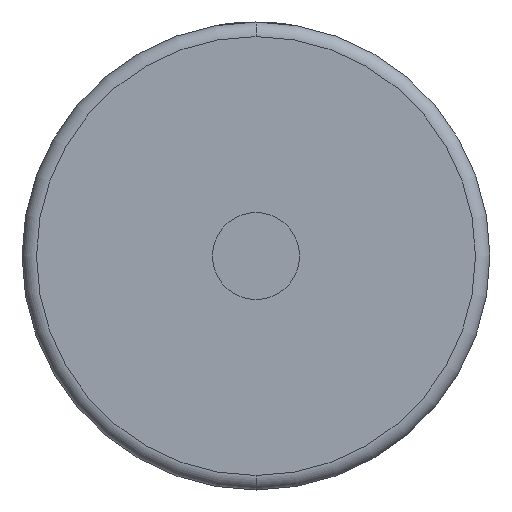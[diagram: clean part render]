
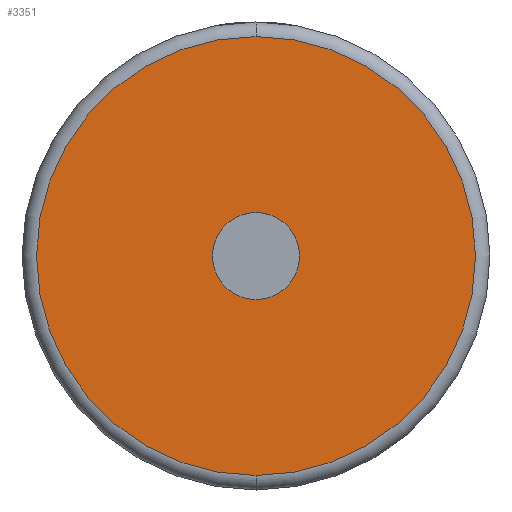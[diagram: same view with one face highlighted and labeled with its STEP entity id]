
A CAD part, front view. The second image highlights one B-rep face of the part: STEP entity #3351.
In plain terms, the highlighted planar face has unit normal (0, -1, 0).
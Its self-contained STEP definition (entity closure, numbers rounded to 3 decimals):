
#85 = FACE_OUTER_BOUND ( 'NONE', #402, .T. ) ;
#226 = DIRECTION ( 'NONE',  ( 0., 0., 1. ) ) ;
#288 = CARTESIAN_POINT ( 'NONE',  ( 0., 0., 0. ) ) ;
#314 = DIRECTION ( 'NONE',  ( 0., 1., 0. ) ) ;
#402 = EDGE_LOOP ( 'NONE', ( #2649, #3570 ) ) ;
#436 = AXIS2_PLACEMENT_3D ( 'NONE', #288, #2932, #867 ) ;
#477 = CARTESIAN_POINT ( 'NONE',  ( 0., 0., 0. ) ) ;
#526 = VERTEX_POINT ( 'NONE', #3541 ) ;
#611 = CIRCLE ( 'NONE', #1656, 6. ) ;
#717 = EDGE_CURVE ( 'NONE', #3526, #3379, #2851, .T. ) ;
#755 = CARTESIAN_POINT ( 'NONE',  ( 0., 0., -30.25 ) ) ;
#867 = DIRECTION ( 'NONE',  ( 0., 0., 1. ) ) ;
#1046 = CARTESIAN_POINT ( 'NONE',  ( 0., 0., 30.25 ) ) ;
#1148 = DIRECTION ( 'NONE',  ( 0., 0., 1. ) ) ;
#1491 = AXIS2_PLACEMENT_3D ( 'NONE', #1950, #1982, #2251 ) ;
#1552 = CIRCLE ( 'NONE', #436, 30.25 ) ;
#1600 = AXIS2_PLACEMENT_3D ( 'NONE', #3493, #314, #1148 ) ;
#1656 = AXIS2_PLACEMENT_3D ( 'NONE', #1716, #3771, #3510 ) ;
#1716 = CARTESIAN_POINT ( 'NONE',  ( 0., 0., 0. ) ) ;
#1950 = CARTESIAN_POINT ( 'NONE',  ( 0., 0., 0. ) ) ;
#1964 = CIRCLE ( 'NONE', #2335, 6. ) ;
#1982 = DIRECTION ( 'NONE',  ( 0., -1., 0. ) ) ;
#2251 = DIRECTION ( 'NONE',  ( 0., 0., 1. ) ) ;
#2288 = EDGE_LOOP ( 'NONE', ( #2741, #2839 ) ) ;
#2335 = AXIS2_PLACEMENT_3D ( 'NONE', #477, #2822, #226 ) ;
#2388 = FACE_BOUND ( 'NONE', #2288, .T. ) ;
#2649 = ORIENTED_EDGE ( 'NONE', *, *, #717, .T. ) ;
#2741 = ORIENTED_EDGE ( 'NONE', *, *, #3320, .F. ) ;
#2764 = EDGE_CURVE ( 'NONE', #526, #3656, #1964, .T. ) ;
#2822 = DIRECTION ( 'NONE',  ( 0., -1., 0. ) ) ;
#2839 = ORIENTED_EDGE ( 'NONE', *, *, #2764, .F. ) ;
#2851 = CIRCLE ( 'NONE', #1491, 30.25 ) ;
#2901 = PLANE ( 'NONE',  #1600 ) ;
#2932 = DIRECTION ( 'NONE',  ( 0., -1., 0. ) ) ;
#3320 = EDGE_CURVE ( 'NONE', #3656, #526, #611, .T. ) ;
#3351 = ADVANCED_FACE ( 'NONE', ( #85, #2388 ), #2901, .F. ) ;
#3379 = VERTEX_POINT ( 'NONE', #755 ) ;
#3392 = CARTESIAN_POINT ( 'NONE',  ( 0., 0., 6. ) ) ;
#3493 = CARTESIAN_POINT ( 'NONE',  ( 0., 0., 0. ) ) ;
#3510 = DIRECTION ( 'NONE',  ( 0., 0., 1. ) ) ;
#3526 = VERTEX_POINT ( 'NONE', #1046 ) ;
#3531 = EDGE_CURVE ( 'NONE', #3379, #3526, #1552, .T. ) ;
#3541 = CARTESIAN_POINT ( 'NONE',  ( 0., 0., -6. ) ) ;
#3570 = ORIENTED_EDGE ( 'NONE', *, *, #3531, .T. ) ;
#3656 = VERTEX_POINT ( 'NONE', #3392 ) ;
#3771 = DIRECTION ( 'NONE',  ( 0., -1., 0. ) ) ;
